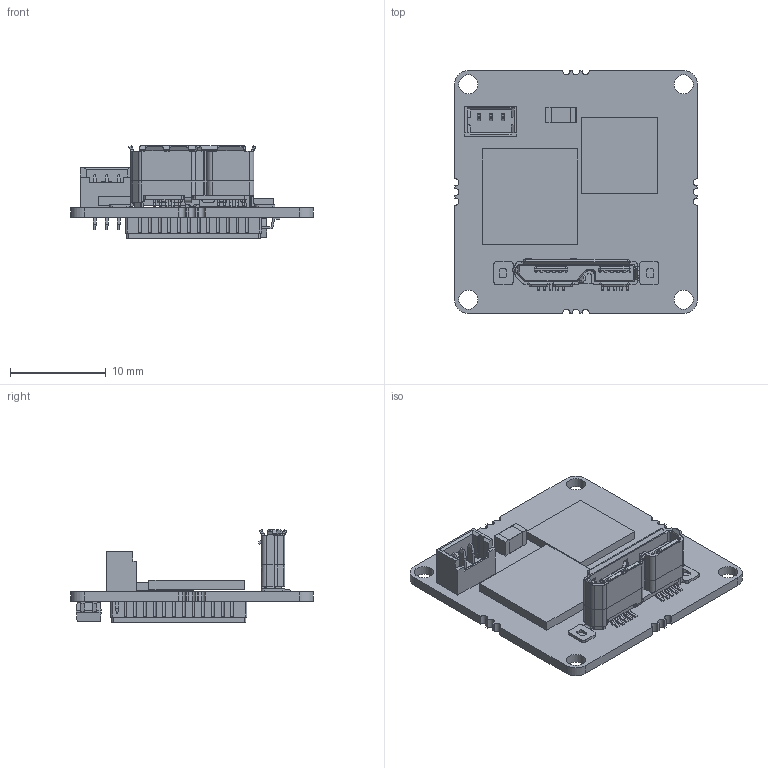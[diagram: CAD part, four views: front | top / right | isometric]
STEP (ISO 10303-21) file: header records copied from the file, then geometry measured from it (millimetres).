
FILE_DESCRIPTION(/* description */ (''),/* implementation_level */ '2;1');
FILE_NAME(/* name */ 'MQ013xG-ON-S7-PCA-BRD_01-STP.stp',/* time_stamp */ '2024-04-29T07:39:57+02:00',/* author */ (''),/* organization */ (''),/* preprocessor_version */ 'ST-DEVELOPER v18.102',/* originating_system */ 'SIEMENS PLM Software NX2206.6002',/* authorisation */ '');
FILE_SCHEMA (('AUTOMOTIVE_DESIGN { 1 0 10303 214 3 1 1 1 }'));
Length unit declared in the file: millimetre
Products named in the file (2): 004781_01_1-CONN-3P-053047031037; 004915_01_1-MQ013xG-ON-S7-PCA-BRD_stp
Assembly tree (1 placements, depth 2):
  004915_01_1-MQ013xG-ON-S7-PCA-BRD_stp
    004781_01_1-CONN-3P-053047031037
Bounding box: 25.4 x 25.4 x 9.7 mm (x, y, z)
Volume: 1242.2 mm3; surface area: 3623.9 mm2
Topology: 16 solids, 16 shells, 1371 faces, 4171 edges, 2878 vertices
Faces by surface type: plane 981, cylinder 362, bspline 9, cone 7, torus 5, sphere 5, extrusion 2
Full cylindrical faces by diameter (mm): 0.5 x3, 0.7 x1, 2 x4
Entity records: 55103 total; most frequent: CARTESIAN_POINT 10547, ORIENTED_EDGE 8328, DIRECTION 7379, EDGE_CURVE 4164, VECTOR 3171, LINE 3169, VERTEX_POINT 2878, AXIS2_PLACEMENT_3D 2104
